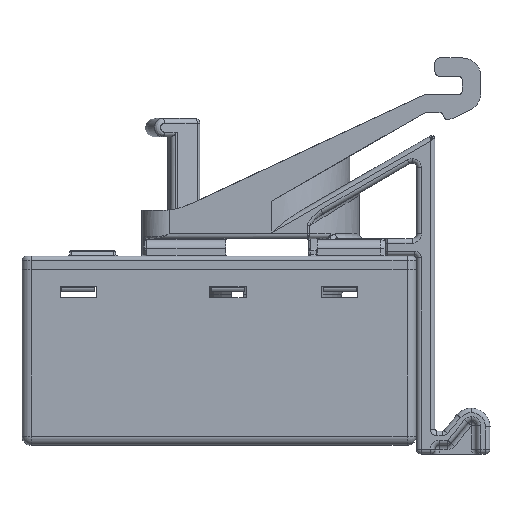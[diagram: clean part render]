
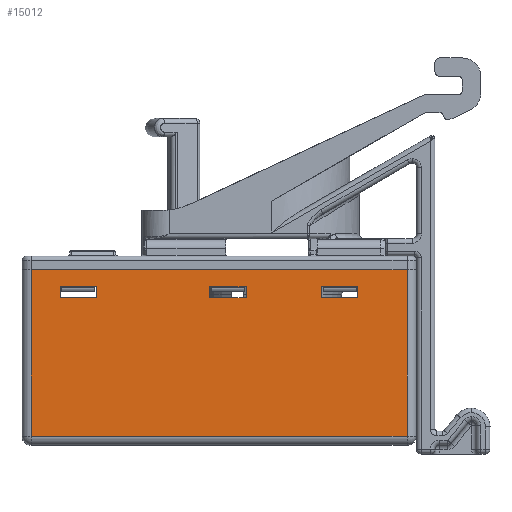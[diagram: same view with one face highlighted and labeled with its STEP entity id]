
A CAD part, left-side view. The second image highlights one B-rep face of the part: STEP entity #15012.
In plain terms, the highlighted planar face has unit normal (-1, 0, 0).
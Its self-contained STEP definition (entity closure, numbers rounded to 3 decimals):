
#130 = FACE_BOUND ( 'NONE', #27653, .T. ) ;
#793 = LINE ( 'NONE', #2387, #16669 ) ;
#1472 = VERTEX_POINT ( 'NONE', #28351 ) ;
#1524 = EDGE_CURVE ( 'NONE', #4356, #11098, #18558, .T. ) ;
#1662 = VERTEX_POINT ( 'NONE', #25023 ) ;
#1747 = LINE ( 'NONE', #17243, #11210 ) ;
#2225 = ORIENTED_EDGE ( 'NONE', *, *, #23405, .F. ) ;
#2333 = CARTESIAN_POINT ( 'NONE',  ( -12.7, 24.5, 9.45 ) ) ;
#2342 = ORIENTED_EDGE ( 'NONE', *, *, #16027, .F. ) ;
#2387 = CARTESIAN_POINT ( 'NONE',  ( -12.7, 4.2, 9.45 ) ) ;
#2401 = ORIENTED_EDGE ( 'NONE', *, *, #12225, .T. ) ;
#2481 = ORIENTED_EDGE ( 'NONE', *, *, #22888, .T. ) ;
#2542 = ORIENTED_EDGE ( 'NONE', *, *, #10308, .F. ) ;
#2639 = ORIENTED_EDGE ( 'NONE', *, *, #14594, .F. ) ;
#2705 = ORIENTED_EDGE ( 'NONE', *, *, #13329, .T. ) ;
#2771 = DIRECTION ( 'NONE',  ( 0., 0., -1. ) ) ;
#2880 = EDGE_CURVE ( 'NONE', #18120, #23002, #13853, .T. ) ;
#3061 = CARTESIAN_POINT ( 'NONE',  ( -12.7, 27.65, -5.2 ) ) ;
#3152 = ORIENTED_EDGE ( 'NONE', *, *, #10953, .T. ) ;
#3291 = LINE ( 'NONE', #24092, #27563 ) ;
#3293 = ORIENTED_EDGE ( 'NONE', *, *, #9102, .F. ) ;
#3301 = VERTEX_POINT ( 'NONE', #2333 ) ;
#3357 = ORIENTED_EDGE ( 'NONE', *, *, #1524, .F. ) ;
#3461 = ORIENTED_EDGE ( 'NONE', *, *, #7153, .T. ) ;
#3543 = ORIENTED_EDGE ( 'NONE', *, *, #7603, .T. ) ;
#3591 = VECTOR ( 'NONE', #22501, 1000. ) ;
#3593 = ORIENTED_EDGE ( 'NONE', *, *, #24605, .T. ) ;
#3824 = ORIENTED_EDGE ( 'NONE', *, *, #24287, .T. ) ;
#3941 = ORIENTED_EDGE ( 'NONE', *, *, #24448, .F. ) ;
#4060 = ORIENTED_EDGE ( 'NONE', *, *, #2880, .T. ) ;
#4324 = CARTESIAN_POINT ( 'NONE',  ( -12.7, -4., 9.45 ) ) ;
#4356 = VERTEX_POINT ( 'NONE', #20572 ) ;
#5580 = CARTESIAN_POINT ( 'NONE',  ( -12.7, -13.35, -5.65 ) ) ;
#5975 = VECTOR ( 'NONE', #14099, 1000. ) ;
#6416 = VERTEX_POINT ( 'NONE', #9386 ) ;
#6676 = LINE ( 'NONE', #24067, #20881 ) ;
#7153 = EDGE_CURVE ( 'NONE', #4356, #27114, #20148, .T. ) ;
#7383 = DIRECTION ( 'NONE',  ( 0., 0., 1. ) ) ;
#7603 = EDGE_CURVE ( 'NONE', #27114, #10999, #6676, .T. ) ;
#7781 = CARTESIAN_POINT ( 'NONE',  ( -12.7, 4.2, 10.65 ) ) ;
#7889 = VERTEX_POINT ( 'NONE', #17937 ) ;
#8088 = LINE ( 'NONE', #11888, #8918 ) ;
#8452 = VECTOR ( 'NONE', #15752, 1000. ) ;
#8918 = VECTOR ( 'NONE', #11688, 1000. ) ;
#8974 = CARTESIAN_POINT ( 'NONE',  ( -12.7, -8., 9.45 ) ) ;
#9014 = VERTEX_POINT ( 'NONE', #27284 ) ;
#9021 = DIRECTION ( 'NONE',  ( 0., 1., 0. ) ) ;
#9046 = DIRECTION ( 'NONE',  ( 1., 0., 0. ) ) ;
#9102 = EDGE_CURVE ( 'NONE', #11098, #10999, #1747, .T. ) ;
#9136 = CARTESIAN_POINT ( 'NONE',  ( -12.7, 28.65, -5.2 ) ) ;
#9139 = PLANE ( 'NONE',  #24455 ) ;
#9334 = DIRECTION ( 'NONE',  ( 0., 1., 0. ) ) ;
#9386 = CARTESIAN_POINT ( 'NONE',  ( -12.7, 4.2, 9.45 ) ) ;
#9531 = LINE ( 'NONE', #26853, #3591 ) ;
#9543 = VECTOR ( 'NONE', #9857, 1000. ) ;
#9857 = DIRECTION ( 'NONE',  ( 0., 1., 0. ) ) ;
#10112 = EDGE_LOOP ( 'NONE', ( #2225, #2342, #2401, #2481 ) ) ;
#10153 = LINE ( 'NONE', #11980, #28487 ) ;
#10308 = EDGE_CURVE ( 'NONE', #17305, #23907, #15174, .T. ) ;
#10953 = EDGE_CURVE ( 'NONE', #9014, #23907, #10153, .T. ) ;
#10999 = VERTEX_POINT ( 'NONE', #13126 ) ;
#11098 = VERTEX_POINT ( 'NONE', #24961 ) ;
#11210 = VECTOR ( 'NONE', #17618, 1000. ) ;
#11688 = DIRECTION ( 'NONE',  ( 0., 0., 1. ) ) ;
#11888 = CARTESIAN_POINT ( 'NONE',  ( -12.7, 20.5, 10.65 ) ) ;
#11931 = LINE ( 'NONE', #25073, #5975 ) ;
#11980 = CARTESIAN_POINT ( 'NONE',  ( -12.7, 8.2, 10.65 ) ) ;
#12217 = FACE_BOUND ( 'NONE', #27377, .T. ) ;
#12225 = EDGE_CURVE ( 'NONE', #1472, #3301, #24414, .T. ) ;
#12246 = FACE_OUTER_BOUND ( 'NONE', #19744, .T. ) ;
#12457 = DIRECTION ( 'NONE',  ( 0., 0., 1. ) ) ;
#13126 = CARTESIAN_POINT ( 'NONE',  ( -12.7, -4., 10.65 ) ) ;
#13329 = EDGE_CURVE ( 'NONE', #6416, #9014, #793, .T. ) ;
#13697 = VECTOR ( 'NONE', #2771, 1000. ) ;
#13853 = LINE ( 'NONE', #3061, #13697 ) ;
#14099 = DIRECTION ( 'NONE',  ( 0., 1., 0. ) ) ;
#14264 = VECTOR ( 'NONE', #20770, 1000. ) ;
#14594 = EDGE_CURVE ( 'NONE', #6416, #17305, #15308, .T. ) ;
#14831 = CARTESIAN_POINT ( 'NONE',  ( -12.7, -13.35, 12.5 ) ) ;
#15012 = ADVANCED_FACE ( 'NONE', ( #23413, #12217, #130, #12246 ), #9139, .F. ) ;
#15174 = LINE ( 'NONE', #21188, #8452 ) ;
#15308 = LINE ( 'NONE', #19736, #15675 ) ;
#15675 = VECTOR ( 'NONE', #20064, 1000. ) ;
#15752 = DIRECTION ( 'NONE',  ( 0., 1., 0. ) ) ;
#16027 = EDGE_CURVE ( 'NONE', #1472, #7889, #8088, .T. ) ;
#16601 = VECTOR ( 'NONE', #24146, 1000. ) ;
#16669 = VECTOR ( 'NONE', #9334, 1000. ) ;
#17243 = CARTESIAN_POINT ( 'NONE',  ( -12.7, -8., 10.65 ) ) ;
#17305 = VERTEX_POINT ( 'NONE', #7781 ) ;
#17618 = DIRECTION ( 'NONE',  ( 0., 1., 0. ) ) ;
#17937 = CARTESIAN_POINT ( 'NONE',  ( -12.7, 20.5, 10.65 ) ) ;
#18120 = VERTEX_POINT ( 'NONE', #26918 ) ;
#18480 = VECTOR ( 'NONE', #27839, 1000. ) ;
#18558 = LINE ( 'NONE', #28099, #18480 ) ;
#19707 = CARTESIAN_POINT ( 'NONE',  ( -12.7, 28.65, -5.65 ) ) ;
#19736 = CARTESIAN_POINT ( 'NONE',  ( -12.7, 4.2, 10.65 ) ) ;
#19744 = EDGE_LOOP ( 'NONE', ( #3593, #3824, #3941, #4060 ) ) ;
#20064 = DIRECTION ( 'NONE',  ( 0., 0., 1. ) ) ;
#20148 = LINE ( 'NONE', #8974, #9543 ) ;
#20572 = CARTESIAN_POINT ( 'NONE',  ( -12.7, -8., 9.45 ) ) ;
#20770 = DIRECTION ( 'NONE',  ( 0., 1., 0. ) ) ;
#20828 = CARTESIAN_POINT ( 'NONE',  ( -12.7, 20.5, 9.45 ) ) ;
#20881 = VECTOR ( 'NONE', #24031, 1000. ) ;
#21188 = CARTESIAN_POINT ( 'NONE',  ( -12.7, 4.2, 10.65 ) ) ;
#22501 = DIRECTION ( 'NONE',  ( 0., 0., 1. ) ) ;
#22559 = LINE ( 'NONE', #19707, #16601 ) ;
#22888 = EDGE_CURVE ( 'NONE', #3301, #1662, #9531, .T. ) ;
#23002 = VERTEX_POINT ( 'NONE', #26339 ) ;
#23303 = VECTOR ( 'NONE', #12457, 1000. ) ;
#23405 = EDGE_CURVE ( 'NONE', #7889, #1662, #11931, .T. ) ;
#23413 = FACE_BOUND ( 'NONE', #10112, .T. ) ;
#23494 = CARTESIAN_POINT ( 'NONE',  ( -12.7, 8.2, 10.65 ) ) ;
#23907 = VERTEX_POINT ( 'NONE', #23494 ) ;
#24031 = DIRECTION ( 'NONE',  ( 0., 0., 1. ) ) ;
#24067 = CARTESIAN_POINT ( 'NONE',  ( -12.7, -4., 10.65 ) ) ;
#24086 = VERTEX_POINT ( 'NONE', #5580 ) ;
#24092 = CARTESIAN_POINT ( 'NONE',  ( -12.7, 28.65, 12.5 ) ) ;
#24146 = DIRECTION ( 'NONE',  ( 0., -1., 0. ) ) ;
#24287 = EDGE_CURVE ( 'NONE', #24086, #25734, #28205, .T. ) ;
#24414 = LINE ( 'NONE', #20828, #14264 ) ;
#24448 = EDGE_CURVE ( 'NONE', #18120, #25734, #3291, .T. ) ;
#24455 = AXIS2_PLACEMENT_3D ( 'NONE', #9136, #9046, #9021 ) ;
#24605 = EDGE_CURVE ( 'NONE', #23002, #24086, #22559, .T. ) ;
#24961 = CARTESIAN_POINT ( 'NONE',  ( -12.7, -8., 10.65 ) ) ;
#25014 = DIRECTION ( 'NONE',  ( 0., -1., 0. ) ) ;
#25023 = CARTESIAN_POINT ( 'NONE',  ( -12.7, 24.5, 10.65 ) ) ;
#25062 = CARTESIAN_POINT ( 'NONE',  ( -12.7, -13.35, -5.2 ) ) ;
#25073 = CARTESIAN_POINT ( 'NONE',  ( -12.7, 20.5, 10.65 ) ) ;
#25734 = VERTEX_POINT ( 'NONE', #14831 ) ;
#26339 = CARTESIAN_POINT ( 'NONE',  ( -12.7, 27.65, -5.65 ) ) ;
#26853 = CARTESIAN_POINT ( 'NONE',  ( -12.7, 24.5, 10.65 ) ) ;
#26918 = CARTESIAN_POINT ( 'NONE',  ( -12.7, 27.65, 12.5 ) ) ;
#27114 = VERTEX_POINT ( 'NONE', #4324 ) ;
#27284 = CARTESIAN_POINT ( 'NONE',  ( -12.7, 8.2, 9.45 ) ) ;
#27377 = EDGE_LOOP ( 'NONE', ( #2542, #2639, #2705, #3152 ) ) ;
#27563 = VECTOR ( 'NONE', #25014, 1000. ) ;
#27653 = EDGE_LOOP ( 'NONE', ( #3293, #3357, #3461, #3543 ) ) ;
#27839 = DIRECTION ( 'NONE',  ( 0., 0., 1. ) ) ;
#28099 = CARTESIAN_POINT ( 'NONE',  ( -12.7, -8., 10.65 ) ) ;
#28205 = LINE ( 'NONE', #25062, #23303 ) ;
#28351 = CARTESIAN_POINT ( 'NONE',  ( -12.7, 20.5, 9.45 ) ) ;
#28487 = VECTOR ( 'NONE', #7383, 1000. ) ;
